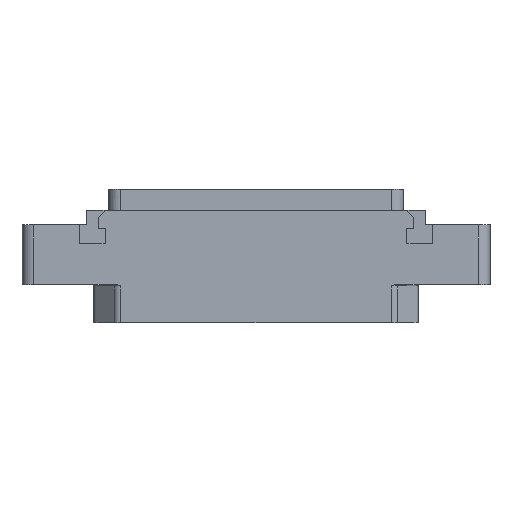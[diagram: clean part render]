
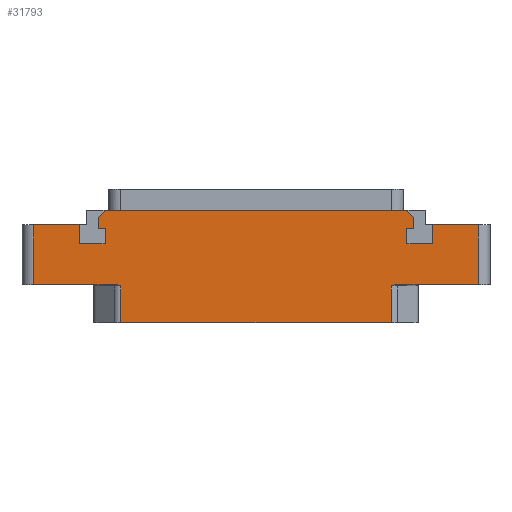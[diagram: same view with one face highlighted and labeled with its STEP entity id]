
A CAD part, top view. The second image highlights one B-rep face of the part: STEP entity #31793.
In plain terms, the highlighted planar face has unit normal (0, 0, 1).
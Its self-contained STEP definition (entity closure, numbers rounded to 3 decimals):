
#562=DIRECTION('',(-1.,0.,0.));
#563=VECTOR('',#562,46.236);
#564=CARTESIAN_POINT('',(23.118,-6.5,7.));
#565=LINE('',#564,#563);
#652=DIRECTION('',(1.,0.,0.));
#653=VECTOR('',#652,14.082);
#654=CARTESIAN_POINT('',(-38.,0.,7.));
#655=LINE('',#654,#653);
#718=DIRECTION('',(0.,-1.,0.));
#719=VECTOR('',#718,10.25);
#720=CARTESIAN_POINT('',(-38.,10.25,7.));
#721=LINE('',#720,#719);
#736=DIRECTION('',(1.,0.,0.));
#737=VECTOR('',#736,7.8);
#738=CARTESIAN_POINT('',(-38.,10.25,7.));
#739=LINE('',#738,#737);
#740=DIRECTION('',(0.,-1.,0.));
#741=VECTOR('',#740,3.2);
#742=CARTESIAN_POINT('',(-30.2,10.25,7.));
#743=LINE('',#742,#741);
#744=DIRECTION('',(1.,0.,0.));
#745=VECTOR('',#744,4.4);
#746=CARTESIAN_POINT('',(-30.2,7.05,7.));
#747=LINE('',#746,#745);
#748=DIRECTION('',(0.,1.,0.));
#749=VECTOR('',#748,2.6);
#750=CARTESIAN_POINT('',(-25.8,7.05,7.));
#751=LINE('',#750,#749);
#752=DIRECTION('',(-1.,0.,0.));
#753=VECTOR('',#752,1.2);
#754=CARTESIAN_POINT('',(-25.8,9.65,7.));
#755=LINE('',#754,#753);
#756=DIRECTION('',(0.,-1.,0.));
#757=VECTOR('',#756,1.9);
#758=CARTESIAN_POINT('',(-27.,11.55,7.));
#759=LINE('',#758,#757);
#760=DIRECTION('',(1.,0.,0.));
#761=VECTOR('',#760,51.6);
#762=CARTESIAN_POINT('',(-25.8,12.75,7.));
#763=LINE('',#762,#761);
#764=DIRECTION('',(0.,-1.,0.));
#765=VECTOR('',#764,1.9);
#766=CARTESIAN_POINT('',(27.,11.55,7.));
#767=LINE('',#766,#765);
#768=DIRECTION('',(-1.,0.,0.));
#769=VECTOR('',#768,1.2);
#770=CARTESIAN_POINT('',(27.,9.65,7.));
#771=LINE('',#770,#769);
#772=DIRECTION('',(0.,-1.,0.));
#773=VECTOR('',#772,2.6);
#774=CARTESIAN_POINT('',(25.8,9.65,7.));
#775=LINE('',#774,#773);
#776=DIRECTION('',(1.,0.,0.));
#777=VECTOR('',#776,4.4);
#778=CARTESIAN_POINT('',(25.8,7.05,7.));
#779=LINE('',#778,#777);
#780=DIRECTION('',(0.,1.,0.));
#781=VECTOR('',#780,3.2);
#782=CARTESIAN_POINT('',(30.2,7.05,7.));
#783=LINE('',#782,#781);
#784=DIRECTION('',(1.,0.,0.));
#785=VECTOR('',#784,7.8);
#786=CARTESIAN_POINT('',(30.2,10.25,7.));
#787=LINE('',#786,#785);
#788=DIRECTION('',(1.,0.,0.));
#789=VECTOR('',#788,14.082);
#790=CARTESIAN_POINT('',(23.918,0.,7.));
#791=LINE('',#790,#789);
#822=CARTESIAN_POINT('',(23.118,-0.2,7.));
#823=CARTESIAN_POINT('',(23.155,-0.186,7.));
#824=CARTESIAN_POINT('',(23.225,-0.161,7.));
#825=CARTESIAN_POINT('',(23.318,-0.128,7.));
#826=CARTESIAN_POINT('',(23.402,-0.1,7.));
#827=CARTESIAN_POINT('',(23.479,-0.076,7.));
#828=CARTESIAN_POINT('',(23.552,-0.055,7.));
#829=CARTESIAN_POINT('',(23.623,-0.038,7.));
#830=CARTESIAN_POINT('',(23.695,-0.022,7.));
#831=CARTESIAN_POINT('',(23.769,-0.01,7.));
#832=CARTESIAN_POINT('',(23.844,-0.002,7.));
#833=CARTESIAN_POINT('',(23.893,0.,7.));
#834=CARTESIAN_POINT('',(23.918,0.,7.));
#850=DIRECTION('',(0.,1.,0.));
#851=VECTOR('',#850,6.3);
#852=CARTESIAN_POINT('',(23.118,-6.5,7.));
#853=LINE('',#852,#851);
#895=DIRECTION('',(0.,1.,0.));
#896=VECTOR('',#895,10.25);
#897=CARTESIAN_POINT('',(38.,0.,7.));
#898=LINE('',#897,#896);
#1189=DIRECTION('',(0.,1.,0.));
#1190=VECTOR('',#1189,6.3);
#1191=CARTESIAN_POINT('',(-23.118,-6.5,7.));
#1192=LINE('',#1191,#1190);
#1217=CARTESIAN_POINT('',(-23.918,0.,7.));
#1218=CARTESIAN_POINT('',(-23.893,0.,7.));
#1219=CARTESIAN_POINT('',(-23.844,-0.002,7.));
#1220=CARTESIAN_POINT('',(-23.769,-0.01,7.));
#1221=CARTESIAN_POINT('',(-23.695,-0.022,7.));
#1222=CARTESIAN_POINT('',(-23.623,-0.038,7.));
#1223=CARTESIAN_POINT('',(-23.552,-0.055,7.));
#1224=CARTESIAN_POINT('',(-23.479,-0.076,7.));
#1225=CARTESIAN_POINT('',(-23.402,-0.1,7.));
#1226=CARTESIAN_POINT('',(-23.318,-0.128,7.));
#1227=CARTESIAN_POINT('',(-23.225,-0.161,7.));
#1228=CARTESIAN_POINT('',(-23.155,-0.186,7.));
#1229=CARTESIAN_POINT('',(-23.118,-0.2,7.));
#1379=DIRECTION('',(-0.707,-0.707,0.));
#1380=VECTOR('',#1379,1.697);
#1381=CARTESIAN_POINT('',(-25.8,12.75,7.));
#1382=LINE('',#1381,#1380);
#1419=DIRECTION('',(0.707,-0.707,0.));
#1420=VECTOR('',#1419,1.697);
#1421=CARTESIAN_POINT('',(25.8,12.75,7.));
#1422=LINE('',#1421,#1420);
#25977=CARTESIAN_POINT('',(-30.2,10.25,7.));
#25978=CARTESIAN_POINT('',(-30.2,7.05,7.));
#25979=VERTEX_POINT('',#25977);
#25980=VERTEX_POINT('',#25978);
#25981=CARTESIAN_POINT('',(-25.8,7.05,7.));
#25982=VERTEX_POINT('',#25981);
#25983=CARTESIAN_POINT('',(-25.8,9.65,7.));
#25984=VERTEX_POINT('',#25983);
#25985=CARTESIAN_POINT('',(-27.,9.65,7.));
#25986=VERTEX_POINT('',#25985);
#25987=CARTESIAN_POINT('',(27.,9.65,7.));
#25988=CARTESIAN_POINT('',(25.8,9.65,7.));
#25989=VERTEX_POINT('',#25987);
#25990=VERTEX_POINT('',#25988);
#25991=CARTESIAN_POINT('',(25.8,7.05,7.));
#25992=VERTEX_POINT('',#25991);
#25993=CARTESIAN_POINT('',(30.2,7.05,7.));
#25994=VERTEX_POINT('',#25993);
#25995=CARTESIAN_POINT('',(30.2,10.25,7.));
#25996=VERTEX_POINT('',#25995);
#26001=CARTESIAN_POINT('',(-25.8,12.75,7.));
#26003=VERTEX_POINT('',#26001);
#26005=CARTESIAN_POINT('',(-27.,11.55,7.));
#26007=VERTEX_POINT('',#26005);
#26009=CARTESIAN_POINT('',(25.8,12.75,7.));
#26011=VERTEX_POINT('',#26009);
#26013=CARTESIAN_POINT('',(27.,11.55,7.));
#26015=VERTEX_POINT('',#26013);
#26105=CARTESIAN_POINT('',(38.,0.,7.));
#26106=CARTESIAN_POINT('',(38.,10.25,7.));
#26107=VERTEX_POINT('',#26105);
#26108=VERTEX_POINT('',#26106);
#26113=CARTESIAN_POINT('',(-38.,10.25,7.));
#26114=CARTESIAN_POINT('',(-38.,0.,7.));
#26115=VERTEX_POINT('',#26113);
#26116=VERTEX_POINT('',#26114);
#26354=CARTESIAN_POINT('',(23.118,-6.5,7.));
#26356=VERTEX_POINT('',#26354);
#26357=CARTESIAN_POINT('',(-23.118,-6.5,7.));
#26359=VERTEX_POINT('',#26357);
#26421=CARTESIAN_POINT('',(-23.118,-0.2,7.));
#26422=VERTEX_POINT('',#26421);
#26423=CARTESIAN_POINT('',(-23.918,0.,7.));
#26424=VERTEX_POINT('',#26423);
#26425=CARTESIAN_POINT('',(23.118,-0.2,7.));
#26427=VERTEX_POINT('',#26425);
#26429=CARTESIAN_POINT('',(23.918,0.,7.));
#26431=VERTEX_POINT('',#26429);
#31744=CARTESIAN_POINT('',(0.,0.,7.));
#31745=DIRECTION('',(0.,0.,-1.));
#31746=DIRECTION('',(-1.,0.,0.));
#31747=AXIS2_PLACEMENT_3D('',#31744,#31745,#31746);
#31748=PLANE('',#31747);
#31750=ORIENTED_EDGE('',*,*,#31749,.F.);
#31752=ORIENTED_EDGE('',*,*,#31751,.F.);
#31754=ORIENTED_EDGE('',*,*,#31753,.F.);
#31755=ORIENTED_EDGE('',*,*,#31564,.T.);
#31757=ORIENTED_EDGE('',*,*,#31756,.T.);
#31759=ORIENTED_EDGE('',*,*,#31758,.F.);
#31760=ORIENTED_EDGE('',*,*,#31651,.F.);
#31761=ORIENTED_EDGE('',*,*,#31735,.F.);
#31762=ORIENTED_EDGE('',*,*,#31699,.T.);
#31764=ORIENTED_EDGE('',*,*,#31763,.T.);
#31766=ORIENTED_EDGE('',*,*,#31765,.T.);
#31768=ORIENTED_EDGE('',*,*,#31767,.T.);
#31770=ORIENTED_EDGE('',*,*,#31769,.T.);
#31772=ORIENTED_EDGE('',*,*,#31771,.F.);
#31774=ORIENTED_EDGE('',*,*,#31773,.F.);
#31775=ORIENTED_EDGE('',*,*,#31305,.T.);
#31777=ORIENTED_EDGE('',*,*,#31776,.T.);
#31779=ORIENTED_EDGE('',*,*,#31778,.T.);
#31781=ORIENTED_EDGE('',*,*,#31780,.T.);
#31783=ORIENTED_EDGE('',*,*,#31782,.T.);
#31785=ORIENTED_EDGE('',*,*,#31784,.T.);
#31787=ORIENTED_EDGE('',*,*,#31786,.T.);
#31788=ORIENTED_EDGE('',*,*,#31379,.T.);
#31790=ORIENTED_EDGE('',*,*,#31789,.F.);
#31791=EDGE_LOOP('',(#31750,#31752,#31754,#31755,#31757,#31759,#31760,#31761,
#31762,#31764,#31766,#31768,#31770,#31772,#31774,#31775,#31777,#31779,#31781,
#31783,#31785,#31787,#31788,#31790));
#31792=FACE_OUTER_BOUND('',#31791,.F.);
#31793=ADVANCED_FACE('',(#31792),#31748,.F.);
#835=B_SPLINE_CURVE_WITH_KNOTS('',3,(#822,#823,#824,#825,#826,#827,#828,#829,
#830,#831,#832,#833,#834),.UNSPECIFIED.,.F.,.F.,(4,1,1,1,1,1,1,1,1,1,4),(0.,
0.1,0.2,0.3,0.4,0.5,0.6,0.7,0.8,0.9,1.),.UNSPECIFIED.);
#1230=B_SPLINE_CURVE_WITH_KNOTS('',3,(#1217,#1218,#1219,#1220,#1221,#1222,#1223,
#1224,#1225,#1226,#1227,#1228,#1229),.UNSPECIFIED.,.F.,.F.,(4,1,1,1,1,1,1,1,1,1,
4),(0.,0.1,0.2,0.3,0.4,0.5,0.6,0.7,0.8,0.9,1.),
.UNSPECIFIED.);
#31305=EDGE_CURVE('',#26003,#26011,#763,.T.);
#31379=EDGE_CURVE('',#25996,#26108,#787,.T.);
#31564=EDGE_CURVE('',#26356,#26359,#565,.T.);
#31651=EDGE_CURVE('',#26116,#26424,#655,.T.);
#31699=EDGE_CURVE('',#26115,#25979,#739,.T.);
#31735=EDGE_CURVE('',#26115,#26116,#721,.T.);
#31749=EDGE_CURVE('',#26431,#26107,#791,.T.);
#31751=EDGE_CURVE('',#26427,#26431,#835,.T.);
#31753=EDGE_CURVE('',#26356,#26427,#853,.T.);
#31756=EDGE_CURVE('',#26359,#26422,#1192,.T.);
#31758=EDGE_CURVE('',#26424,#26422,#1230,.T.);
#31763=EDGE_CURVE('',#25979,#25980,#743,.T.);
#31765=EDGE_CURVE('',#25980,#25982,#747,.T.);
#31767=EDGE_CURVE('',#25982,#25984,#751,.T.);
#31769=EDGE_CURVE('',#25984,#25986,#755,.T.);
#31771=EDGE_CURVE('',#26007,#25986,#759,.T.);
#31773=EDGE_CURVE('',#26003,#26007,#1382,.T.);
#31776=EDGE_CURVE('',#26011,#26015,#1422,.T.);
#31778=EDGE_CURVE('',#26015,#25989,#767,.T.);
#31780=EDGE_CURVE('',#25989,#25990,#771,.T.);
#31782=EDGE_CURVE('',#25990,#25992,#775,.T.);
#31784=EDGE_CURVE('',#25992,#25994,#779,.T.);
#31786=EDGE_CURVE('',#25994,#25996,#783,.T.);
#31789=EDGE_CURVE('',#26107,#26108,#898,.T.);
